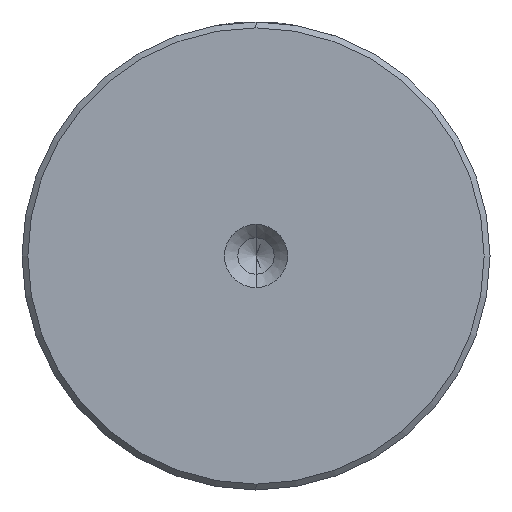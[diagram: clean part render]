
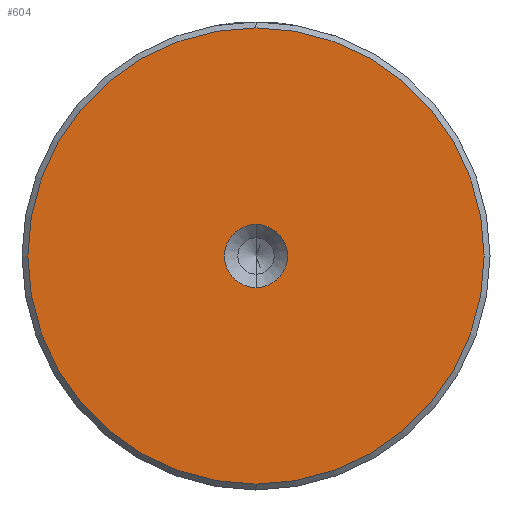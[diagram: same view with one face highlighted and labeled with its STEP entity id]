
A CAD part, left-side view. The second image highlights one B-rep face of the part: STEP entity #604.
In plain terms, the highlighted planar face has unit normal (-1, 0, 0).
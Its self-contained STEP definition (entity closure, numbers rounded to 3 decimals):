
#44 = AXIS2_PLACEMENT_3D ( 'NONE', #884, #2105, #1057 ) ;
#108 = CARTESIAN_POINT ( 'NONE',  ( 0., 0., -2.7 ) ) ;
#179 = CIRCLE ( 'NONE', #730, 19.5 ) ;
#511 = CIRCLE ( 'NONE', #550, 2.7 ) ;
#550 = AXIS2_PLACEMENT_3D ( 'NONE', #1449, #1441, #1432 ) ;
#564 = CARTESIAN_POINT ( 'NONE',  ( 0., 0., 0. ) ) ;
#598 = ORIENTED_EDGE ( 'NONE', *, *, #748, .F. ) ;
#604 = ADVANCED_FACE ( 'NONE', ( #846, #1250 ), #1812, .T. ) ;
#686 = CARTESIAN_POINT ( 'NONE',  ( 0., 0., 0. ) ) ;
#730 = AXIS2_PLACEMENT_3D ( 'NONE', #564, #1788, #742 ) ;
#731 = AXIS2_PLACEMENT_3D ( 'NONE', #686, #1916, #872 ) ;
#742 = DIRECTION ( 'NONE',  ( 0., 0., 1. ) ) ;
#748 = EDGE_CURVE ( 'NONE', #2284, #1687, #511, .T. ) ;
#766 = VERTEX_POINT ( 'NONE', #2144 ) ;
#775 = CARTESIAN_POINT ( 'NONE',  ( 0., 0., -19.5 ) ) ;
#835 = EDGE_LOOP ( 'NONE', ( #598, #1994 ) ) ;
#846 = FACE_OUTER_BOUND ( 'NONE', #1777, .T. ) ;
#872 = DIRECTION ( 'NONE',  ( 0., 0., 1. ) ) ;
#884 = CARTESIAN_POINT ( 'NONE',  ( 0., 0., 0. ) ) ;
#893 = CIRCLE ( 'NONE', #731, 2.7 ) ;
#1057 = DIRECTION ( 'NONE',  ( 0., 0., 1. ) ) ;
#1235 = VERTEX_POINT ( 'NONE', #775 ) ;
#1250 = FACE_BOUND ( 'NONE', #835, .T. ) ;
#1420 = ORIENTED_EDGE ( 'NONE', *, *, #2094, .T. ) ;
#1432 = DIRECTION ( 'NONE',  ( 0., 0., 1. ) ) ;
#1441 = DIRECTION ( 'NONE',  ( -1., 0., 0. ) ) ;
#1449 = CARTESIAN_POINT ( 'NONE',  ( 0., 0., 0. ) ) ;
#1583 = CIRCLE ( 'NONE', #44, 19.5 ) ;
#1623 = EDGE_CURVE ( 'NONE', #766, #1235, #1583, .T. ) ;
#1642 = DIRECTION ( 'NONE',  ( 0., 0., 1. ) ) ;
#1650 = DIRECTION ( 'NONE',  ( -1., 0., 0. ) ) ;
#1657 = CARTESIAN_POINT ( 'NONE',  ( 0., 0., 0. ) ) ;
#1687 = VERTEX_POINT ( 'NONE', #108 ) ;
#1768 = AXIS2_PLACEMENT_3D ( 'NONE', #1657, #1650, #1642 ) ;
#1777 = EDGE_LOOP ( 'NONE', ( #1420, #2047 ) ) ;
#1788 = DIRECTION ( 'NONE',  ( -1., 0., 0. ) ) ;
#1812 = PLANE ( 'NONE',  #1768 ) ;
#1840 = CARTESIAN_POINT ( 'NONE',  ( 0., 0., 2.7 ) ) ;
#1916 = DIRECTION ( 'NONE',  ( -1., 0., 0. ) ) ;
#1945 = EDGE_CURVE ( 'NONE', #1687, #2284, #893, .T. ) ;
#1994 = ORIENTED_EDGE ( 'NONE', *, *, #1945, .F. ) ;
#2047 = ORIENTED_EDGE ( 'NONE', *, *, #1623, .T. ) ;
#2094 = EDGE_CURVE ( 'NONE', #1235, #766, #179, .T. ) ;
#2105 = DIRECTION ( 'NONE',  ( -1., 0., 0. ) ) ;
#2144 = CARTESIAN_POINT ( 'NONE',  ( 0., 0., 19.5 ) ) ;
#2284 = VERTEX_POINT ( 'NONE', #1840 ) ;
